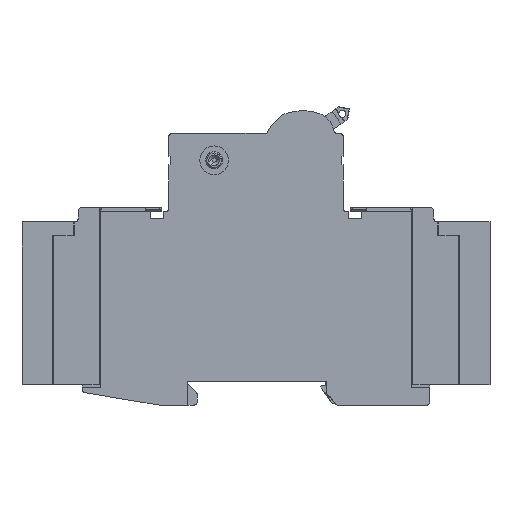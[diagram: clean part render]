
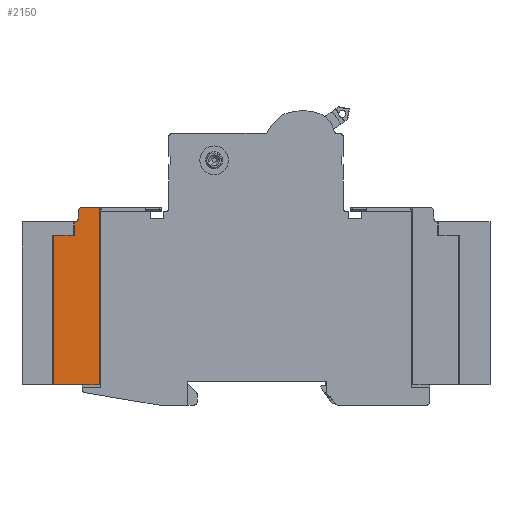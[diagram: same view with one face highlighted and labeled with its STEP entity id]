
A CAD part, left-side view. The second image highlights one B-rep face of the part: STEP entity #2150.
In plain terms, the highlighted planar face has unit normal (-1, 0, 0).
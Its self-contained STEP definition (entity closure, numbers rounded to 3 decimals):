
#2150=ADVANCED_FACE('',(#4912),#4913,.T.);
#4912=FACE_OUTER_BOUND('',#8300,.T.);
#4913=PLANE('',#8301);
#8300=EDGE_LOOP('',(#16663,#16664,#16665,#16666,#16667,#16668,#16669,#16670,#16671,#16672,#16673));
#8301=AXIS2_PLACEMENT_3D('',#16674,#16675,#16676);
#16663=ORIENTED_EDGE('',*,*,#24264,.F.);
#16664=ORIENTED_EDGE('',*,*,#24265,.F.);
#16665=ORIENTED_EDGE('',*,*,#24266,.F.);
#16666=ORIENTED_EDGE('',*,*,#24177,.F.);
#16667=ORIENTED_EDGE('',*,*,#24267,.T.);
#16668=ORIENTED_EDGE('',*,*,#24268,.F.);
#16669=ORIENTED_EDGE('',*,*,#24269,.T.);
#16670=ORIENTED_EDGE('',*,*,#24270,.F.);
#16671=ORIENTED_EDGE('',*,*,#24237,.T.);
#16672=ORIENTED_EDGE('',*,*,#24247,.T.);
#16673=ORIENTED_EDGE('',*,*,#24262,.F.);
#16674=CARTESIAN_POINT('',(0.15,120.8,5.3));
#16675=DIRECTION('',(-1.0,0.0,0.0));
#16676=DIRECTION('',(0.0,1.0,0.0));
#24177=EDGE_CURVE('',#29339,#29341,#29342,.T.);
#24237=EDGE_CURVE('',#29446,#29447,#29448,.T.);
#24247=EDGE_CURVE('',#29447,#29464,#29465,.T.);
#24262=EDGE_CURVE('',#29490,#29464,#29492,.T.);
#24264=EDGE_CURVE('',#29494,#29490,#29495,.T.);
#24265=EDGE_CURVE('',#29496,#29494,#29497,.T.);
#24266=EDGE_CURVE('',#29341,#29496,#29498,.T.);
#24267=EDGE_CURVE('',#29339,#29499,#29500,.T.);
#24268=EDGE_CURVE('',#29501,#29499,#29502,.T.);
#24269=EDGE_CURVE('',#29501,#29503,#29504,.T.);
#24270=EDGE_CURVE('',#29446,#29503,#29505,.T.);
#29339=VERTEX_POINT('',#37672);
#29341=VERTEX_POINT('',#37675);
#29342=LINE('',#37676,#37677);
#29446=VERTEX_POINT('',#37839);
#29447=VERTEX_POINT('',#37840);
#29448=CIRCLE('',#37841,1.5);
#29464=VERTEX_POINT('',#37891);
#29465=CIRCLE('',#37892,0.5);
#29490=VERTEX_POINT('',#37925);
#29492=LINE('',#37928,#37929);
#29494=VERTEX_POINT('',#37931);
#29495=LINE('',#37932,#37933);
#29496=VERTEX_POINT('',#37934);
#29497=LINE('',#37935,#37936);
#29498=LINE('',#37937,#37938);
#29499=VERTEX_POINT('',#37939);
#29500=LINE('',#37940,#37941);
#29501=VERTEX_POINT('',#37942);
#29502=LINE('',#37943,#37944);
#29503=VERTEX_POINT('',#37945);
#29504=CIRCLE('',#37946,1.0);
#29505=LINE('',#37947,#37948);
#37672=CARTESIAN_POINT('',(0.15,100.9,5.3));
#37675=CARTESIAN_POINT('',(0.15,112.685,5.3));
#37676=CARTESIAN_POINT('',(0.15,100.9,5.3));
#37677=VECTOR('',#45676,1.0);
#37839=CARTESIAN_POINT('',(0.15,106.3,48.3));
#37840=CARTESIAN_POINT('',(0.15,106.501,47.55));
#37841=AXIS2_PLACEMENT_3D('',#45745,#45746,#45747);
#37891=CARTESIAN_POINT('',(0.15,106.934,47.3));
#37892=AXIS2_PLACEMENT_3D('',#45758,#45759,#45760);
#37925=CARTESIAN_POINT('',(0.15,107.3,47.3));
#37928=CARTESIAN_POINT('',(0.15,107.3,47.3));
#37929=VECTOR('',#45782,1.0);
#37931=CARTESIAN_POINT('',(0.15,107.3,43.8));
#37932=CARTESIAN_POINT('',(0.15,107.3,43.8));
#37933=VECTOR('',#45783,1.0);
#37934=CARTESIAN_POINT('',(0.15,112.685,43.8));
#37935=CARTESIAN_POINT('',(0.15,112.685,43.8));
#37936=VECTOR('',#45784,1.0);
#37937=CARTESIAN_POINT('',(0.15,112.685,5.3));
#37938=VECTOR('',#45785,1.0);
#37939=CARTESIAN_POINT('',(0.15,100.9,51.1));
#37940=CARTESIAN_POINT('',(0.15,100.9,5.3));
#37941=VECTOR('',#45786,1.0);
#37942=CARTESIAN_POINT('',(0.15,105.3,51.1));
#37943=CARTESIAN_POINT('',(0.15,105.3,51.1));
#37944=VECTOR('',#45787,1.0);
#37945=CARTESIAN_POINT('',(0.15,106.3,50.1));
#37946=AXIS2_PLACEMENT_3D('',#45788,#45789,#45790);
#37947=CARTESIAN_POINT('',(0.15,106.3,48.3));
#37948=VECTOR('',#45791,1.0);
#45676=DIRECTION('',(0.0,1.0,0.0));
#45745=CARTESIAN_POINT('',(0.15,107.8,48.3));
#45746=DIRECTION('',(1.0,0.0,0.0));
#45747=DIRECTION('',(0.0,-1.0,0.0));
#45758=CARTESIAN_POINT('',(0.15,106.934,47.8));
#45759=DIRECTION('',(1.0,0.0,0.0));
#45760=DIRECTION('',(0.0,-0.866,-0.5));
#45782=DIRECTION('',(0.0,-1.0,0.0));
#45783=DIRECTION('',(0.0,0.0,1.0));
#45784=DIRECTION('',(0.0,-1.0,0.0));
#45785=DIRECTION('',(0.0,0.0,1.0));
#45786=DIRECTION('',(0.0,0.0,1.0));
#45787=DIRECTION('',(0.0,-1.0,0.0));
#45788=CARTESIAN_POINT('',(0.15,105.3,50.1));
#45789=DIRECTION('',(-1.0,0.0,0.0));
#45790=DIRECTION('',(0.0,0.0,1.0));
#45791=DIRECTION('',(0.0,0.0,1.0));
